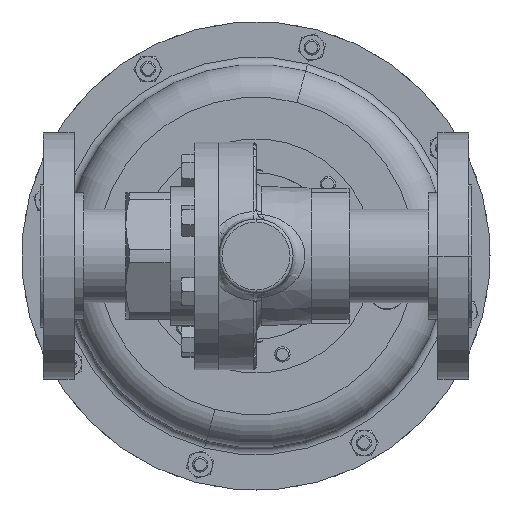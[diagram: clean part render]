
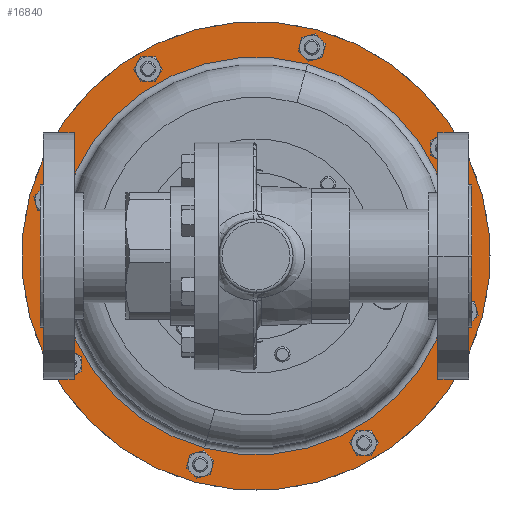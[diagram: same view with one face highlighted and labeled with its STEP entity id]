
A CAD part, front view. The second image highlights one B-rep face of the part: STEP entity #16840.
In plain terms, the highlighted planar face has unit normal (0, -1, 0).
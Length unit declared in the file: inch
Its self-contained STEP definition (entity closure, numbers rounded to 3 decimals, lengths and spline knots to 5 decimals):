
#508 = CARTESIAN_POINT ( 'NONE',  ( 1.22939, 8.2525, 4.58815 ) ) ;
#735 = VERTEX_POINT ( 'NONE', #17444 ) ;
#1269 = CARTESIAN_POINT ( 'NONE',  ( 0., 8.2525, 0. ) ) ;
#2080 = DIRECTION ( 'NONE',  ( 0.259, 0., 0.966 ) ) ;
#2341 = AXIS2_PLACEMENT_3D ( 'NONE', #1269, #17684, #3627 ) ;
#2487 = CARTESIAN_POINT ( 'NONE',  ( 4.58815, 8.2525, -1.22939 ) ) ;
#2899 = EDGE_LOOP ( 'NONE', ( #9199, #26515 ) ) ;
#3627 = DIRECTION ( 'NONE',  ( 0.259, 0., 0.966 ) ) ;
#4906 = CIRCLE ( 'NONE', #14884, 4.75 ) ;
#5493 = ORIENTED_EDGE ( 'NONE', *, *, #17905, .F. ) ;
#6215 = CARTESIAN_POINT ( 'NONE',  ( 0., 8.2525, 0. ) ) ;
#6503 = FACE_BOUND ( 'NONE', #2899, .T. ) ;
#7211 = PLANE ( 'NONE',  #28909 ) ;
#7224 = CARTESIAN_POINT ( 'NONE',  ( 0., 8.2525, 0. ) ) ;
#8587 = DIRECTION ( 'NONE',  ( 0.259, 0., 0.966 ) ) ;
#9117 = CIRCLE ( 'NONE', #10673, 4.029 ) ;
#9199 = ORIENTED_EDGE ( 'NONE', *, *, #29071, .T. ) ;
#9556 = DIRECTION ( 'NONE',  ( 0., -1., 0. ) ) ;
#9580 = DIRECTION ( 'NONE',  ( 0.259, 0., 0.966 ) ) ;
#9623 = AXIS2_PLACEMENT_3D ( 'NONE', #6215, #22748, #8587 ) ;
#10673 = AXIS2_PLACEMENT_3D ( 'NONE', #7224, #23757, #9580 ) ;
#11202 = EDGE_LOOP ( 'NONE', ( #5493, #21424 ) ) ;
#14884 = AXIS2_PLACEMENT_3D ( 'NONE', #30187, #16099, #2080 ) ;
#15160 = VERTEX_POINT ( 'NONE', #508 ) ;
#15601 = CIRCLE ( 'NONE', #2341, 4.75 ) ;
#16099 = DIRECTION ( 'NONE',  ( 0., 1., 0. ) ) ;
#16840 = ADVANCED_FACE ( 'NONE', ( #6503, #24601 ), #7211, .T. ) ;
#17444 = CARTESIAN_POINT ( 'NONE',  ( 1.04278, 8.2525, 3.89172 ) ) ;
#17684 = DIRECTION ( 'NONE',  ( 0., 1., 0. ) ) ;
#17905 = EDGE_CURVE ( 'NONE', #15160, #18383, #15601, .T. ) ;
#18383 = VERTEX_POINT ( 'NONE', #18494 ) ;
#18494 = CARTESIAN_POINT ( 'NONE',  ( -1.22939, 8.2525, -4.58815 ) ) ;
#19349 = CARTESIAN_POINT ( 'NONE',  ( -1.04278, 8.2525, -3.89172 ) ) ;
#20567 = EDGE_CURVE ( 'NONE', #29397, #735, #9117, .T. ) ;
#21424 = ORIENTED_EDGE ( 'NONE', *, *, #26544, .F. ) ;
#22748 = DIRECTION ( 'NONE',  ( 0., 1., 0. ) ) ;
#23757 = DIRECTION ( 'NONE',  ( 0., 1., 0. ) ) ;
#24601 = FACE_OUTER_BOUND ( 'NONE', #11202, .T. ) ;
#26080 = DIRECTION ( 'NONE',  ( -0.259, 0., -0.966 ) ) ;
#26264 = CIRCLE ( 'NONE', #9623, 4.029 ) ;
#26515 = ORIENTED_EDGE ( 'NONE', *, *, #20567, .T. ) ;
#26544 = EDGE_CURVE ( 'NONE', #18383, #15160, #4906, .T. ) ;
#28909 = AXIS2_PLACEMENT_3D ( 'NONE', #2487, #9556, #26080 ) ;
#29071 = EDGE_CURVE ( 'NONE', #735, #29397, #26264, .T. ) ;
#29397 = VERTEX_POINT ( 'NONE', #19349 ) ;
#30187 = CARTESIAN_POINT ( 'NONE',  ( 0., 8.2525, 0. ) ) ;
